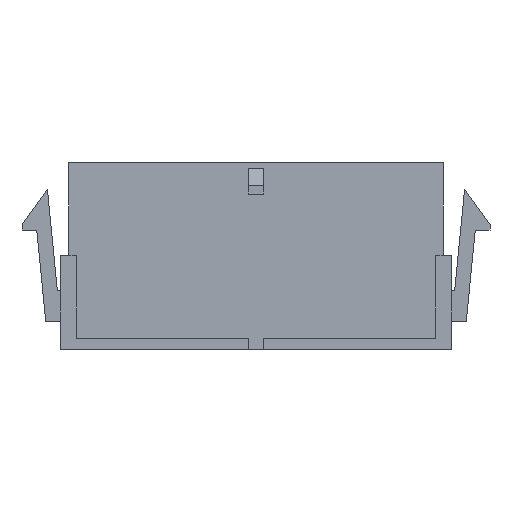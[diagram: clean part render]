
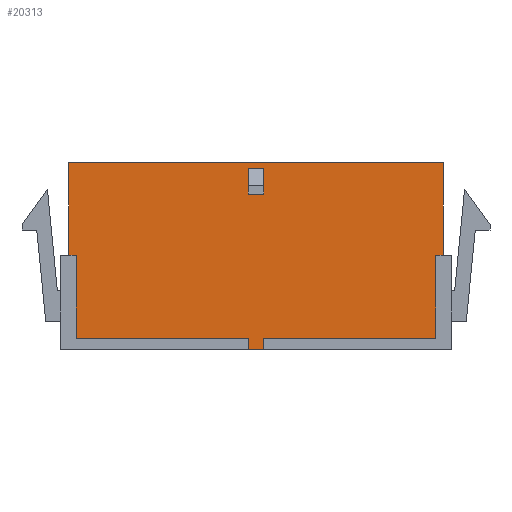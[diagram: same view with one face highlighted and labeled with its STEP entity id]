
A CAD part, front view. The second image highlights one B-rep face of the part: STEP entity #20313.
In plain terms, the highlighted planar face has unit normal (0, -1, 0).
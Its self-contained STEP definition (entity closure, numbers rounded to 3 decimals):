
#1840=ORIENTED_EDGE('',*,*,#7635,.T.);
#1841=ORIENTED_EDGE('',*,*,#7636,.T.);
#1842=ORIENTED_EDGE('',*,*,#7637,.F.);
#1843=ORIENTED_EDGE('',*,*,#7638,.F.);
#1844=ORIENTED_EDGE('',*,*,#7631,.T.);
#1845=ORIENTED_EDGE('',*,*,#6283,.T.);
#1846=ORIENTED_EDGE('',*,*,#7624,.F.);
#1847=ORIENTED_EDGE('',*,*,#7639,.F.);
#1848=ORIENTED_EDGE('',*,*,#7640,.T.);
#1849=ORIENTED_EDGE('',*,*,#7641,.T.);
#1850=ORIENTED_EDGE('',*,*,#7642,.T.);
#1851=ORIENTED_EDGE('',*,*,#7643,.F.);
#1852=ORIENTED_EDGE('',*,*,#7644,.F.);
#1853=ORIENTED_EDGE('',*,*,#7645,.F.);
#1854=ORIENTED_EDGE('',*,*,#7646,.T.);
#1855=ORIENTED_EDGE('',*,*,#7647,.T.);
#6283=EDGE_CURVE('',#9254,#9252,#11177,.T.);
#7624=EDGE_CURVE('',#10445,#9252,#12476,.T.);
#7631=EDGE_CURVE('',#10452,#9254,#12483,.T.);
#7635=EDGE_CURVE('',#10455,#10456,#12487,.T.);
#7636=EDGE_CURVE('',#10456,#10457,#12488,.T.);
#7637=EDGE_CURVE('',#10458,#10457,#12489,.T.);
#7638=EDGE_CURVE('',#10452,#10458,#12490,.T.);
#7639=EDGE_CURVE('',#10459,#10445,#12491,.T.);
#7640=EDGE_CURVE('',#10459,#10460,#12492,.T.);
#7641=EDGE_CURVE('',#10460,#10461,#12493,.T.);
#7642=EDGE_CURVE('',#10461,#10462,#12494,.T.);
#7643=EDGE_CURVE('',#10455,#10462,#12495,.T.);
#7644=EDGE_CURVE('',#10463,#10464,#12496,.T.);
#7645=EDGE_CURVE('',#10465,#10463,#12497,.T.);
#7646=EDGE_CURVE('',#10465,#10466,#12498,.T.);
#7647=EDGE_CURVE('',#10466,#10464,#12499,.T.);
#9252=VERTEX_POINT('',#27994);
#9254=VERTEX_POINT('',#27997);
#10445=VERTEX_POINT('',#30698);
#10452=VERTEX_POINT('',#30714);
#10455=VERTEX_POINT('',#30722);
#10456=VERTEX_POINT('',#30723);
#10457=VERTEX_POINT('',#30725);
#10458=VERTEX_POINT('',#30727);
#10459=VERTEX_POINT('',#30730);
#10460=VERTEX_POINT('',#30732);
#10461=VERTEX_POINT('',#30734);
#10462=VERTEX_POINT('',#30736);
#10463=VERTEX_POINT('',#30739);
#10464=VERTEX_POINT('',#30740);
#10465=VERTEX_POINT('',#30742);
#10466=VERTEX_POINT('',#30744);
#11177=LINE('',#27996,#14066);
#12476=LINE('',#30699,#15365);
#12483=LINE('',#30713,#15372);
#12487=LINE('',#30721,#15376);
#12488=LINE('',#30724,#15377);
#12489=LINE('',#30726,#15378);
#12490=LINE('',#30728,#15379);
#12491=LINE('',#30729,#15380);
#12492=LINE('',#30731,#15381);
#12493=LINE('',#30733,#15382);
#12494=LINE('',#30735,#15383);
#12495=LINE('',#30737,#15384);
#12496=LINE('',#30738,#15385);
#12497=LINE('',#30741,#15386);
#12498=LINE('',#30743,#15387);
#12499=LINE('',#30745,#15388);
#14066=VECTOR('',#22602,1000.);
#15365=VECTOR('',#24325,1000.);
#15372=VECTOR('',#24334,1000.);
#15376=VECTOR('',#24340,1000.);
#15377=VECTOR('',#24341,1000.);
#15378=VECTOR('',#24342,1000.);
#15379=VECTOR('',#24343,1000.);
#15380=VECTOR('',#24344,1000.);
#15381=VECTOR('',#24345,1000.);
#15382=VECTOR('',#24346,1000.);
#15383=VECTOR('',#24347,1000.);
#15384=VECTOR('',#24348,1000.);
#15385=VECTOR('',#24349,1000.);
#15386=VECTOR('',#24350,1000.);
#15387=VECTOR('',#24351,1000.);
#15388=VECTOR('',#24352,1000.);
#17010=EDGE_LOOP('',(#1840,#1841,#1842,#1843,#1844,#1845,#1846,#1847,#1848,
#1849,#1850,#1851));
#17011=EDGE_LOOP('',(#1852,#1853,#1854,#1855));
#18164=FACE_BOUND('',#17010,.T.);
#18165=FACE_BOUND('',#17011,.T.);
#19272=PLANE('',#21457);
#20313=ADVANCED_FACE('',(#18164,#18165),#19272,.T.);
#21457=AXIS2_PLACEMENT_3D('',#30720,#24338,#24339);
#22602=DIRECTION('',(-1.,0.,0.));
#24325=DIRECTION('',(0.,0.,1.));
#24334=DIRECTION('',(0.,0.,1.));
#24338=DIRECTION('',(0.,-1.,0.));
#24339=DIRECTION('',(0.,0.,-1.));
#24340=DIRECTION('',(0.,0.,1.));
#24341=DIRECTION('',(1.,0.,0.));
#24342=DIRECTION('',(0.,0.,-1.));
#24343=DIRECTION('',(-1.,0.,0.));
#24344=DIRECTION('',(-1.,0.,0.));
#24345=DIRECTION('',(0.,0.,-1.));
#24346=DIRECTION('',(1.,0.,0.));
#24347=DIRECTION('',(0.,0.,-1.));
#24348=DIRECTION('',(-1.,0.,0.));
#24349=DIRECTION('',(-1.,0.,0.));
#24350=DIRECTION('',(0.,0.,1.));
#24351=DIRECTION('',(-1.,0.,0.));
#24352=DIRECTION('',(0.,0.,1.));
#27994=CARTESIAN_POINT('',(-16.925,-3.425,8.45));
#27996=CARTESIAN_POINT('',(16.925,-3.425,8.45));
#27997=CARTESIAN_POINT('',(16.925,-3.425,8.45));
#30698=CARTESIAN_POINT('',(-16.925,-3.425,0.05));
#30699=CARTESIAN_POINT('',(-16.925,-3.425,-8.45));
#30713=CARTESIAN_POINT('',(16.925,-3.425,-8.45));
#30714=CARTESIAN_POINT('',(16.925,-3.425,0.05));
#30720=CARTESIAN_POINT('',(16.925,-3.425,-8.45));
#30721=CARTESIAN_POINT('',(0.7,-3.425,-8.45));
#30722=CARTESIAN_POINT('',(0.7,-3.425,-8.45));
#30723=CARTESIAN_POINT('',(0.7,-3.425,-7.45));
#30724=CARTESIAN_POINT('',(0.7,-3.425,-7.45));
#30725=CARTESIAN_POINT('',(16.275,-3.425,-7.45));
#30726=CARTESIAN_POINT('',(16.275,-3.425,0.05));
#30727=CARTESIAN_POINT('',(16.275,-3.425,0.05));
#30728=CARTESIAN_POINT('',(16.925,-3.425,0.05));
#30729=CARTESIAN_POINT('',(-16.275,-3.425,0.05));
#30730=CARTESIAN_POINT('',(-16.275,-3.425,0.05));
#30731=CARTESIAN_POINT('',(-16.275,-3.425,0.05));
#30732=CARTESIAN_POINT('',(-16.275,-3.425,-7.45));
#30733=CARTESIAN_POINT('',(-16.275,-3.425,-7.45));
#30734=CARTESIAN_POINT('',(-0.7,-3.425,-7.45));
#30735=CARTESIAN_POINT('',(-0.7,-3.425,-7.45));
#30736=CARTESIAN_POINT('',(-0.7,-3.425,-8.45));
#30737=CARTESIAN_POINT('',(16.925,-3.425,-8.45));
#30738=CARTESIAN_POINT('',(0.7,-3.425,7.95));
#30739=CARTESIAN_POINT('',(0.7,-3.425,7.95));
#30740=CARTESIAN_POINT('',(-0.7,-3.425,7.95));
#30741=CARTESIAN_POINT('',(0.7,-3.425,5.75));
#30742=CARTESIAN_POINT('',(0.7,-3.425,5.75));
#30743=CARTESIAN_POINT('',(0.7,-3.425,5.75));
#30744=CARTESIAN_POINT('',(-0.7,-3.425,5.75));
#30745=CARTESIAN_POINT('',(-0.7,-3.425,5.75));
